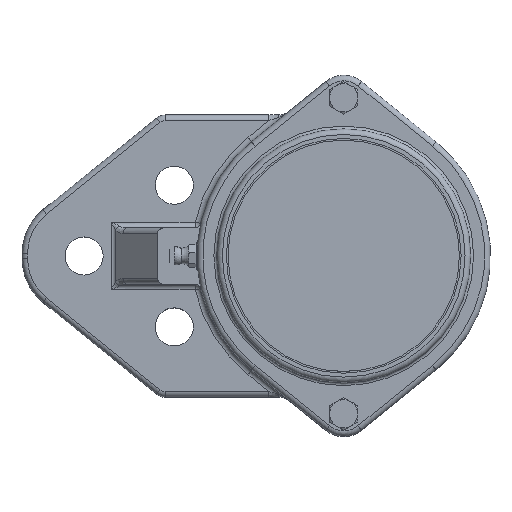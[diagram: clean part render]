
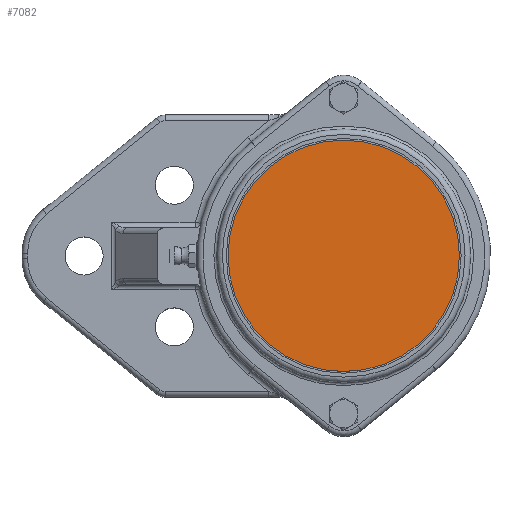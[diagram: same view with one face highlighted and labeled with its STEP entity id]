
A CAD part, top view. The second image highlights one B-rep face of the part: STEP entity #7082.
In plain terms, the highlighted planar face has unit normal (0, 0, 1).
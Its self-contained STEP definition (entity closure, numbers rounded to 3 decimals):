
#1277=PLANE('',#7942);
#1651=FACE_OUTER_BOUND('',#2107,.T.);
#2107=EDGE_LOOP('',(#6093));
#2560=CIRCLE('',#7941,41.);
#3250=VERTEX_POINT('',#12853);
#4222=EDGE_CURVE('',#3250,#3250,#2560,.T.);
#6093=ORIENTED_EDGE('',*,*,#4222,.F.);
#7082=ADVANCED_FACE('',(#1651),#1277,.F.);
#7941=AXIS2_PLACEMENT_3D('',#12855,#9979,#9980);
#7942=AXIS2_PLACEMENT_3D('',#12856,#9981,#9982);
#9979=DIRECTION('center_axis',(0.,0.,
-1.));
#9980=DIRECTION('ref_axis',(-1.,0.,0.));
#9981=DIRECTION('center_axis',(0.,0.,
-1.));
#9982=DIRECTION('ref_axis',(-1.,0.,0.));
#12853=CARTESIAN_POINT('',(41.,0.,65.7));
#12855=CARTESIAN_POINT('Origin',(0.,0.,
65.7));
#12856=CARTESIAN_POINT('Origin',(0.,0.,
65.7));
